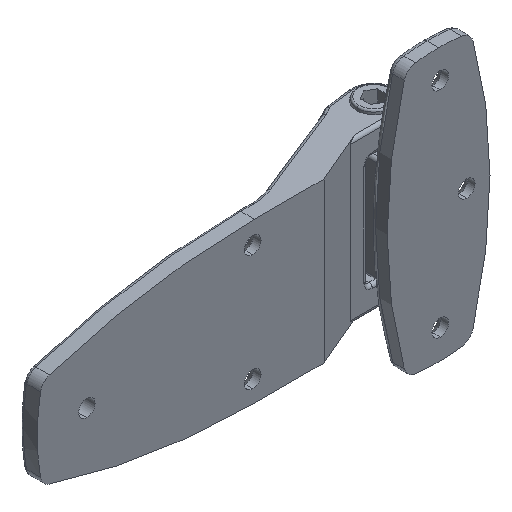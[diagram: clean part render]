
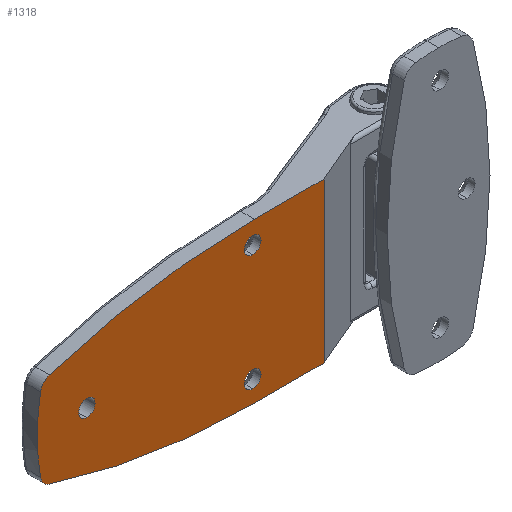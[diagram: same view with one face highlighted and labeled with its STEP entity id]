
A CAD part, isometric view. The second image highlights one B-rep face of the part: STEP entity #1318.
In plain terms, the highlighted planar face has unit normal (0, -1, 0).
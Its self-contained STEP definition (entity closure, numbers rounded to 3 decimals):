
#5 = CARTESIAN_POINT ( 'NONE',  ( -49.5, -13., -20. ) ) ;
#37 = CIRCLE ( 'NONE', #3354, 60. ) ;
#83 = CARTESIAN_POINT ( 'NONE',  ( -28., -13., -24. ) ) ;
#88 = VERTEX_POINT ( 'NONE', #5 ) ;
#103 = DIRECTION ( 'NONE',  ( 0., 0., 1. ) ) ;
#219 = AXIS2_PLACEMENT_3D ( 'NONE', #4574, #3844, #3100 ) ;
#379 = AXIS2_PLACEMENT_3D ( 'NONE', #2225, #1462, #683 ) ;
#504 = VECTOR ( 'NONE', #2658, 1000. ) ;
#520 = ORIENTED_EDGE ( 'NONE', *, *, #5537, .F. ) ;
#683 = DIRECTION ( 'NONE',  ( 0., 0., 1. ) ) ;
#739 = EDGE_CURVE ( 'NONE', #3935, #4111, #2092, .T. ) ;
#833 = AXIS2_PLACEMENT_3D ( 'NONE', #4965, #4222, #3475 ) ;
#890 = LINE ( 'NONE', #6693, #6690 ) ;
#897 = EDGE_CURVE ( 'NONE', #6067, #3631, #6030, .T. ) ;
#907 = DIRECTION ( 'NONE',  ( 0., 1., 0. ) ) ;
#939 = VERTEX_POINT ( 'NONE', #6855 ) ;
#1003 = VERTEX_POINT ( 'NONE', #83 ) ;
#1018 = EDGE_CURVE ( 'NONE', #4558, #1003, #890, .T. ) ;
#1318 = ADVANCED_FACE ( 'NONE', ( #6278, #6288, #5440, #6196 ), #3710, .F. ) ;
#1436 = DIRECTION ( 'NONE',  ( 0., 0., 1. ) ) ;
#1439 = ORIENTED_EDGE ( 'NONE', *, *, #897, .F. ) ;
#1462 = DIRECTION ( 'NONE',  ( 0., 1., 0. ) ) ;
#1631 = EDGE_CURVE ( 'NONE', #4111, #3935, #6970, .T. ) ;
#1663 = CARTESIAN_POINT ( 'NONE',  ( -54.5, -13., 0. ) ) ;
#1788 = CARTESIAN_POINT ( 'NONE',  ( -110.756, -13., -14.23 ) ) ;
#1833 = CIRCLE ( 'NONE', #2405, 2.5 ) ;
#1943 = CARTESIAN_POINT ( 'NONE',  ( -113.451, -13., -11.17 ) ) ;
#2092 = CIRCLE ( 'NONE', #7225, 2.5 ) ;
#2114 = CARTESIAN_POINT ( 'NONE',  ( -99.5, -13., 2.5 ) ) ;
#2201 = DIRECTION ( 'NONE',  ( 0., 1., 0. ) ) ;
#2212 = CARTESIAN_POINT ( 'NONE',  ( -49.5, -13., -15. ) ) ;
#2225 = CARTESIAN_POINT ( 'NONE',  ( -49.01, -13., -176. ) ) ;
#2233 = CARTESIAN_POINT ( 'NONE',  ( -113.451, -13., 11.17 ) ) ;
#2260 = DIRECTION ( 'NONE',  ( 0., 0., 1. ) ) ;
#2395 = EDGE_LOOP ( 'NONE', ( #5249, #5345 ) ) ;
#2405 = AXIS2_PLACEMENT_3D ( 'NONE', #5112, #4381, #3637 ) ;
#2469 = VERTEX_POINT ( 'NONE', #2212 ) ;
#2486 = CIRCLE ( 'NONE', #379, 200. ) ;
#2587 = EDGE_CURVE ( 'NONE', #6863, #2680, #5369, .T. ) ;
#2658 = DIRECTION ( 'NONE',  ( 1., 0., 0. ) ) ;
#2680 = VERTEX_POINT ( 'NONE', #1943 ) ;
#2774 = CARTESIAN_POINT ( 'NONE',  ( -99.5, -13., -2.5 ) ) ;
#2852 = EDGE_CURVE ( 'NONE', #5156, #4558, #5621, .T. ) ;
#2878 = ORIENTED_EDGE ( 'NONE', *, *, #3091, .F. ) ;
#2907 = ORIENTED_EDGE ( 'NONE', *, *, #6383, .F. ) ;
#2962 = CARTESIAN_POINT ( 'NONE',  ( -114.5, -13., 24. ) ) ;
#3020 = DIRECTION ( 'NONE',  ( 0., 1., 0. ) ) ;
#3085 = CIRCLE ( 'NONE', #5178, 2.5 ) ;
#3090 = DIRECTION ( 'NONE',  ( 0., 0., 1. ) ) ;
#3091 = EDGE_CURVE ( 'NONE', #2680, #6067, #37, .T. ) ;
#3100 = DIRECTION ( 'NONE',  ( 0., 0., 1. ) ) ;
#3354 = AXIS2_PLACEMENT_3D ( 'NONE', #1663, #907, #103 ) ;
#3383 = VERTEX_POINT ( 'NONE', #2774 ) ;
#3393 = ORIENTED_EDGE ( 'NONE', *, *, #2587, .F. ) ;
#3409 = CARTESIAN_POINT ( 'NONE',  ( -113.574, -13., -24. ) ) ;
#3413 = DIRECTION ( 'NONE',  ( 1., 0., 0. ) ) ;
#3475 = DIRECTION ( 'NONE',  ( 0., 0., 1. ) ) ;
#3631 = VERTEX_POINT ( 'NONE', #4819 ) ;
#3637 = DIRECTION ( 'NONE',  ( 0., 0., 1. ) ) ;
#3710 = PLANE ( 'NONE',  #6189 ) ;
#3760 = CARTESIAN_POINT ( 'NONE',  ( -28., -13., 24. ) ) ;
#3777 = CARTESIAN_POINT ( 'NONE',  ( -49.01, -13., 176. ) ) ;
#3833 = DIRECTION ( 'NONE',  ( 0., -1., 0. ) ) ;
#3844 = DIRECTION ( 'NONE',  ( 0., -1., 0. ) ) ;
#3866 = EDGE_CURVE ( 'NONE', #5418, #3383, #1833, .T. ) ;
#3887 = VECTOR ( 'NONE', #3413, 1000. ) ;
#3935 = VERTEX_POINT ( 'NONE', #6985 ) ;
#4056 = CARTESIAN_POINT ( 'NONE',  ( -49.01, -13., 24. ) ) ;
#4111 = VERTEX_POINT ( 'NONE', #6367 ) ;
#4141 = LINE ( 'NONE', #3409, #504 ) ;
#4149 = CARTESIAN_POINT ( 'NONE',  ( -113.574, -13., 24. ) ) ;
#4175 = EDGE_LOOP ( 'NONE', ( #7153, #6946 ) ) ;
#4222 = DIRECTION ( 'NONE',  ( 0., -1., 0. ) ) ;
#4266 = DIRECTION ( 'NONE',  ( 0., 0., 1. ) ) ;
#4305 = AXIS2_PLACEMENT_3D ( 'NONE', #6158, #5419, #4678 ) ;
#4381 = DIRECTION ( 'NONE',  ( 0., -1., 0. ) ) ;
#4513 = ORIENTED_EDGE ( 'NONE', *, *, #5295, .T. ) ;
#4558 = VERTEX_POINT ( 'NONE', #3760 ) ;
#4565 = CARTESIAN_POINT ( 'NONE',  ( -99.5, -13., 0. ) ) ;
#4574 = CARTESIAN_POINT ( 'NONE',  ( -49.5, -13., -17.5 ) ) ;
#4678 = DIRECTION ( 'NONE',  ( 0., 0., 1. ) ) ;
#4742 = EDGE_LOOP ( 'NONE', ( #520, #5703 ) ) ;
#4819 = CARTESIAN_POINT ( 'NONE',  ( -110.756, -13., 14.23 ) ) ;
#4874 = DIRECTION ( 'NONE',  ( 0., 0., 1. ) ) ;
#4926 = ORIENTED_EDGE ( 'NONE', *, *, #2852, .F. ) ;
#4965 = CARTESIAN_POINT ( 'NONE',  ( -49.5, -13., -17.5 ) ) ;
#5002 = DIRECTION ( 'NONE',  ( 0., -1., 0. ) ) ;
#5112 = CARTESIAN_POINT ( 'NONE',  ( -99.5, -13., 0. ) ) ;
#5156 = VERTEX_POINT ( 'NONE', #4056 ) ;
#5158 = DIRECTION ( 'NONE',  ( 0., 0., 1. ) ) ;
#5178 = AXIS2_PLACEMENT_3D ( 'NONE', #4565, #3833, #3090 ) ;
#5249 = ORIENTED_EDGE ( 'NONE', *, *, #1631, .F. ) ;
#5282 = CIRCLE ( 'NONE', #6427, 200. ) ;
#5295 = EDGE_CURVE ( 'NONE', #939, #1003, #4141, .T. ) ;
#5328 = ORIENTED_EDGE ( 'NONE', *, *, #6274, .F. ) ;
#5345 = ORIENTED_EDGE ( 'NONE', *, *, #739, .F. ) ;
#5369 = CIRCLE ( 'NONE', #4305, 4. ) ;
#5418 = VERTEX_POINT ( 'NONE', #2114 ) ;
#5419 = DIRECTION ( 'NONE',  ( 0., 1., 0. ) ) ;
#5440 = FACE_BOUND ( 'NONE', #4175, .T. ) ;
#5537 = EDGE_CURVE ( 'NONE', #88, #2469, #5864, .T. ) ;
#5603 = DIRECTION ( 'NONE',  ( 0., -1., 0. ) ) ;
#5621 = LINE ( 'NONE', #4149, #3887 ) ;
#5703 = ORIENTED_EDGE ( 'NONE', *, *, #5812, .F. ) ;
#5737 = CARTESIAN_POINT ( 'NONE',  ( -49.5, -13., 17.5 ) ) ;
#5780 = EDGE_CURVE ( 'NONE', #3383, #5418, #3085, .T. ) ;
#5812 = EDGE_CURVE ( 'NONE', #2469, #88, #6969, .T. ) ;
#5864 = CIRCLE ( 'NONE', #219, 2.5 ) ;
#5912 = DIRECTION ( 'NONE',  ( 0., 1., 0. ) ) ;
#5914 = AXIS2_PLACEMENT_3D ( 'NONE', #5737, #5002, #4266 ) ;
#5961 = DIRECTION ( 'NONE',  ( 0., 0., -1. ) ) ;
#6030 = CIRCLE ( 'NONE', #6332, 4. ) ;
#6053 = EDGE_LOOP ( 'NONE', ( #1439, #2878, #3393, #2907, #4513, #6414, #4926, #5328 ) ) ;
#6067 = VERTEX_POINT ( 'NONE', #2233 ) ;
#6158 = CARTESIAN_POINT ( 'NONE',  ( -109.521, -13., -10.425 ) ) ;
#6189 = AXIS2_PLACEMENT_3D ( 'NONE', #2962, #2201, #1436 ) ;
#6196 = FACE_BOUND ( 'NONE', #2395, .T. ) ;
#6274 = EDGE_CURVE ( 'NONE', #3631, #5156, #2486, .T. ) ;
#6278 = FACE_OUTER_BOUND ( 'NONE', #6053, .T. ) ;
#6288 = FACE_BOUND ( 'NONE', #4742, .T. ) ;
#6332 = AXIS2_PLACEMENT_3D ( 'NONE', #6653, #5912, #5158 ) ;
#6342 = CARTESIAN_POINT ( 'NONE',  ( -49.5, -13., 17.5 ) ) ;
#6367 = CARTESIAN_POINT ( 'NONE',  ( -49.5, -13., 15. ) ) ;
#6383 = EDGE_CURVE ( 'NONE', #939, #6863, #5282, .T. ) ;
#6414 = ORIENTED_EDGE ( 'NONE', *, *, #1018, .F. ) ;
#6427 = AXIS2_PLACEMENT_3D ( 'NONE', #3777, #3020, #2260 ) ;
#6653 = CARTESIAN_POINT ( 'NONE',  ( -109.521, -13., 10.425 ) ) ;
#6690 = VECTOR ( 'NONE', #5961, 1000. ) ;
#6693 = CARTESIAN_POINT ( 'NONE',  ( -28., -13., 24. ) ) ;
#6855 = CARTESIAN_POINT ( 'NONE',  ( -49.01, -13., -24. ) ) ;
#6863 = VERTEX_POINT ( 'NONE', #1788 ) ;
#6946 = ORIENTED_EDGE ( 'NONE', *, *, #3866, .F. ) ;
#6969 = CIRCLE ( 'NONE', #833, 2.5 ) ;
#6970 = CIRCLE ( 'NONE', #5914, 2.5 ) ;
#6985 = CARTESIAN_POINT ( 'NONE',  ( -49.5, -13., 20. ) ) ;
#7153 = ORIENTED_EDGE ( 'NONE', *, *, #5780, .F. ) ;
#7225 = AXIS2_PLACEMENT_3D ( 'NONE', #6342, #5603, #4874 ) ;
